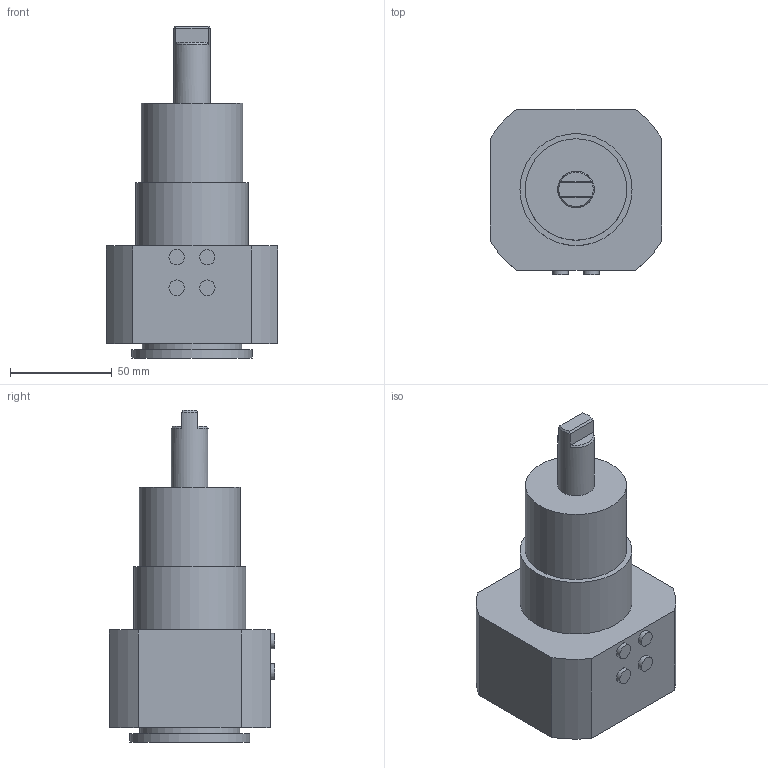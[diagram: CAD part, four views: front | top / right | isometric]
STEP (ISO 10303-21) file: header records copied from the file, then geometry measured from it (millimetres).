
FILE_DESCRIPTION(/* description */ ('3-D model version:1'),/* implementation_level */ '2;1');
FILE_NAME(/* name */ 'C3-DNE-NA55A-I',/* time_stamp */ '2016-12-02T13:42:03',/* author */ ('InteractiveCad'),/* organization */ ('AB Sandvik Coromant'),/* preprocessor_version */ 'ST-DEVELOPER v11',/* originating_system */ 'SIEMENS UGS NX 6.0',/* authorization */ '');
FILE_SCHEMA(('AUTOMOTIVE_DESIGN'));
Length unit declared in the file: millimetre
Products named in the file (1): C3_DNE_NA55A_I_634643699565918324_1_stp
Bounding box: 84 x 81.2 x 163 mm (x, y, z)
Volume: 466458.6 mm3; surface area: 45212.6 mm2
Topology: 1 solids, 1 shells, 56 faces, 124 edges, 84 vertices
Faces by surface type: plane 26, cylinder 17, cone 13
Full cylindrical faces by diameter (mm): 2 x1, 7.5 x1, 7.6 x3, 18 x1, 32 x1, 33.917 x1, 35.1 x1, 49 x1, 49.8 x1, 55 x1, 59 x1
Entity records: 1588 total; most frequent: CARTESIAN_POINT 317, DIRECTION 270, ORIENTED_EDGE 200, AXIS2_PLACEMENT_3D 119, EDGE_CURVE 100, EDGE_LOOP 86, VERTEX_POINT 76, FACE_BOUND 57
